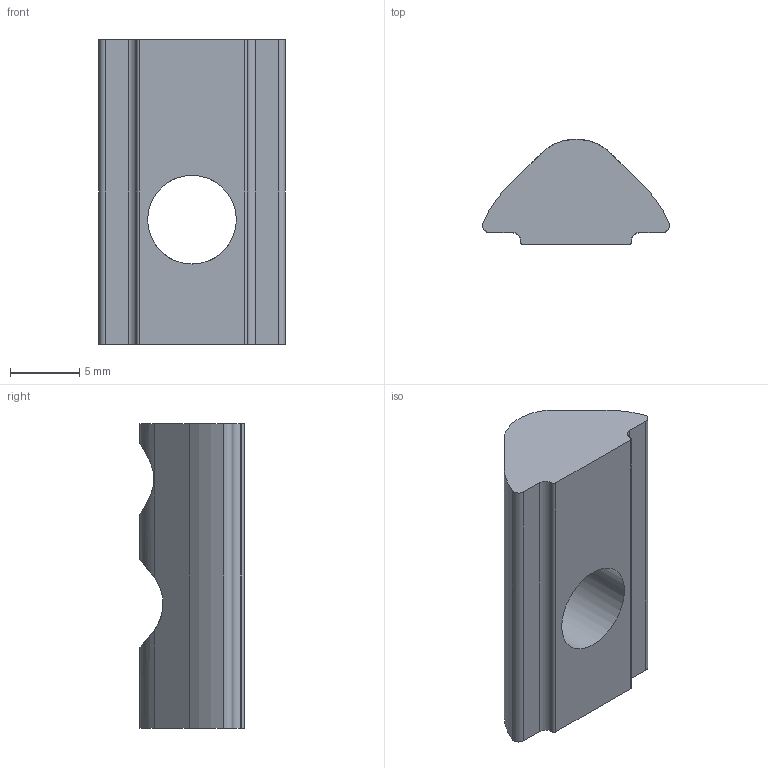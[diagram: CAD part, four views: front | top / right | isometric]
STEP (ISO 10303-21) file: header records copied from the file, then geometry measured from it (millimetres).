
FILE_DESCRIPTION(/* description */ ('Nutenstein 5/16" Kugel steckbar'),/* implementation_level */ '2;1');
FILE_NAME(/* name */ 'SV2850V_A.stp',/* time_stamp */ '2015-11-28T11:39:02+01:00',/* author */ ('marina kaa'),/* organization */ (''),/* preprocessor_version */ 'ST-DEVELOPER v15.6',/* originating_system */ 'Autodesk Inventor 2015',/* authorisation */ '');
FILE_SCHEMA (('AUTOMOTIVE_DESIGN { 1 0 10303 214 3 1 1 }'));
Length unit declared in the file: millimetre
Products named in the file (1): SV2850V_A
Bounding box: 13.47 x 7.57 x 22 mm (x, y, z)
Volume: 1146.1 mm3; surface area: 1055.6 mm2
Topology: 1 solids, 1 shells, 24 faces, 66 edges, 44 vertices
Faces by surface type: cylinder 13, plane 10, cone 1
Full cylindrical faces by diameter (mm): 4.5 x1, 5.1 x1, 6.401 x1
Entity records: 817 total; most frequent: CARTESIAN_POINT 188, DIRECTION 130, ORIENTED_EDGE 120, EDGE_CURVE 60, AXIS2_PLACEMENT_3D 49, VERTEX_POINT 42, LINE 32, VECTOR 32
